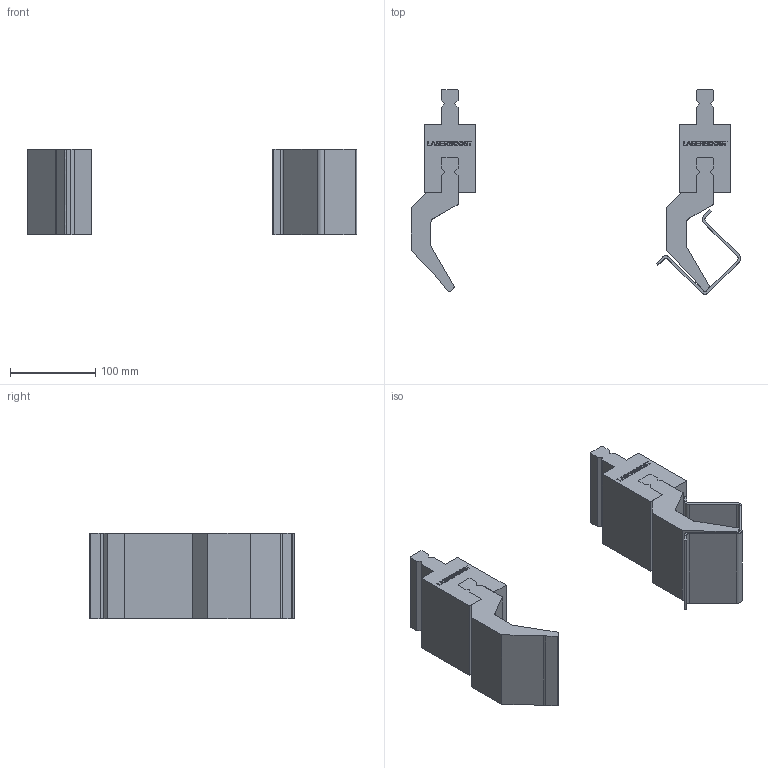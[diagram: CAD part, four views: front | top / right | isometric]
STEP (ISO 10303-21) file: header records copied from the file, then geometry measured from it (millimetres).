
FILE_DESCRIPTION((''),'2;1');
FILE_NAME('WEB_ASM','2023-05-12T',('34660'),(''),'PRO/ENGINEER BY PARAMETRIC TECHNOLOGY CORPORATION, 2012130','PRO/ENGINEER BY PARAMETRIC TECHNOLOGY CORPORATION, 2012130','');
FILE_SCHEMA(('CONFIG_CONTROL_DESIGN'));
Length unit declared in the file: millimetre
Products named in the file (8): EXTENSOR_80_AF0; OW202K_AF0; PRT0001; EXTENSORWEB_ASM; EXTENSOR_80_AF1; OW202K_AF1; SSIN_PIEZA_ASM; WEB_ASM
Assembly tree (7 placements, depth 3):
  WEB_ASM
    EXTENSORWEB_ASM
      EXTENSOR_80_AF0
      OW202K_AF0
      PRT0001
    SSIN_PIEZA_ASM
      EXTENSOR_80_AF1
      OW202K_AF1
Bounding box: 387.01 x 240.01 x 100 mm (x, y, z)
Volume: 1770706.4 mm3; surface area: 251214.6 mm2
Topology: 5 solids, 5 shells, 368 faces, 982 edges, 644 vertices
Faces by surface type: plane 220, extrusion 140, cylinder 8
Entity records: 17329 total; most frequent: CARTESIAN_POINT 3750, ORIENTED_EDGE 1964, DIRECTION 1354, PRESENTATION_STYLE_ASSIGNMENT 1185, STYLED_ITEM 1063, CURVE_STYLE 1058, EDGE_CURVE 982, VECTOR 826
